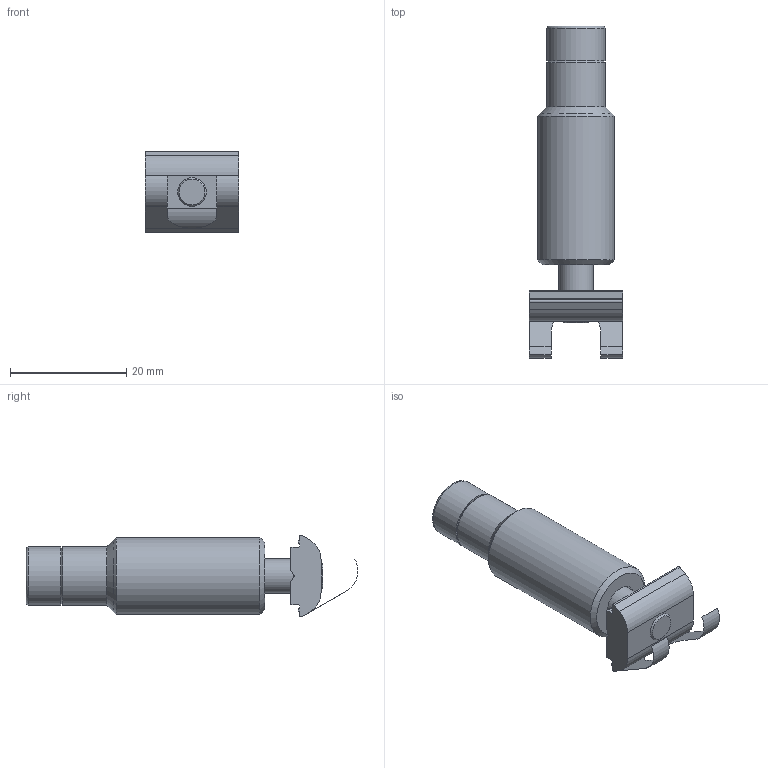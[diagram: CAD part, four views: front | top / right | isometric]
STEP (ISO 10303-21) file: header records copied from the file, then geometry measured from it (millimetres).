
FILE_DESCRIPTION(/* description */ (''),/* implementation_level */ '2;1');
FILE_NAME(/* name */ '342645.stp',/* time_stamp */ '2019-11-16T10:12:53+01:00',/* author */ ('jiri.spacek'),/* organization */ ('Alutec K&K'),/* preprocessor_version */ 'ST-DEVELOPER v17',/* originating_system */ 'Autodesk Inventor 2018',/* authorisation */ '');
FILE_SCHEMA (('AUTOMOTIVE_DESIGN { 1 0 10303 214 3 1 1 }'));
Length unit declared in the file: millimetre
Products named in the file (5): 342645; 342645_assemble; 342645_screw; 210062; 342645_body
Assembly tree (4 placements, depth 3):
  342645
    342645_assemble
      342645_screw
      210062
      342645_body
Bounding box: 16 x 57.04 x 14 mm (x, y, z)
Volume: 5559.4 mm3; surface area: 4304.4 mm2
Topology: 3 solids, 4 shells, 84 faces, 231 edges, 154 vertices
Faces by surface type: plane 55, cylinder 22, cone 6, torus 1
Full cylindrical faces by diameter (mm): 4.917 x1, 6 x1, 6.5 x1, 10 x2, 13.2 x1
Entity records: 2931 total; most frequent: CARTESIAN_POINT 515, DIRECTION 479, ORIENTED_EDGE 448, EDGE_CURVE 230, AXIS2_PLACEMENT_3D 162, LINE 155, VECTOR 155, VERTEX_POINT 154
